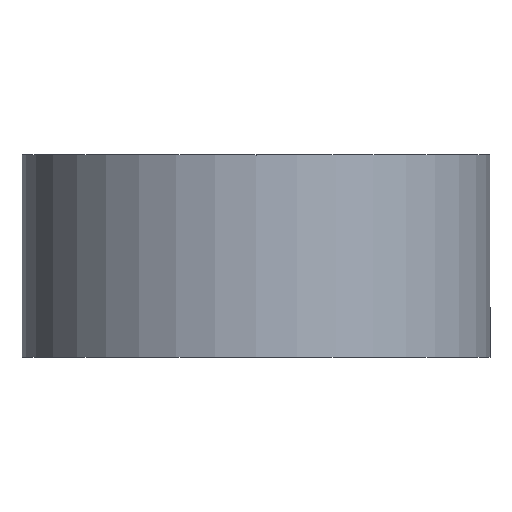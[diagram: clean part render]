
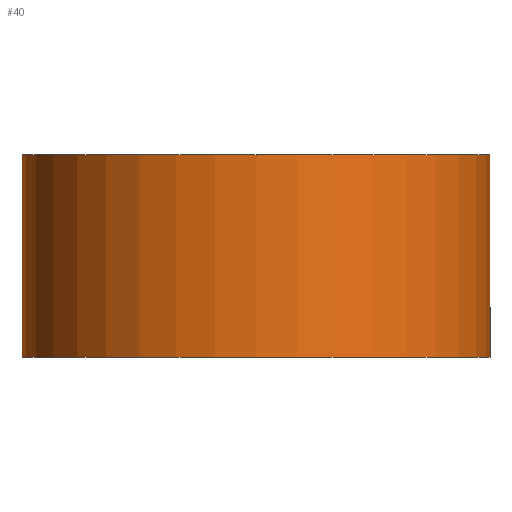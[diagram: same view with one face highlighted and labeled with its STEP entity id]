
A CAD part, front view. The second image highlights one B-rep face of the part: STEP entity #40.
In plain terms, the highlighted cylindrical face has radius 3 mm (diameter 6 mm), a partial arc.
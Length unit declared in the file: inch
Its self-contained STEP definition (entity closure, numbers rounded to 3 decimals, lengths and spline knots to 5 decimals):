
#1 = VECTOR ( 'NONE', #2, 39.37008 ) ;
#2 = DIRECTION ( 'NONE',  ( 0., 0., 1. ) ) ;
#4 = EDGE_CURVE ( 'NONE', #29, #5, #31, .T. ) ;
#5 = VERTEX_POINT ( 'NONE', #63 ) ;
#12 = VERTEX_POINT ( 'NONE', #237 ) ;
#18 = VERTEX_POINT ( 'NONE', #114 ) ;
#20 = EDGE_CURVE ( 'NONE', #28, #18, #112, .T. ) ;
#28 = VERTEX_POINT ( 'NONE', #187 ) ;
#29 = VERTEX_POINT ( 'NONE', #186 ) ;
#30 = CARTESIAN_POINT ( 'NONE',  ( -0.11811, 0., 0.35501 ) ) ;
#31 = LINE ( 'NONE', #30, #1 ) ;
#39 = EDGE_CURVE ( 'NONE', #29, #28, #184, .T. ) ;
#40 = ADVANCED_FACE ( 'NONE', ( #179 ), #233, .T. ) ;
#41 = EDGE_LOOP ( 'NONE', ( #42, #43, #44, #45, #46 ) ) ;
#42 = ORIENTED_EDGE ( 'NONE', *, *, #4, .F. ) ;
#43 = ORIENTED_EDGE ( 'NONE', *, *, #39, .T. ) ;
#44 = ORIENTED_EDGE ( 'NONE', *, *, #20, .T. ) ;
#45 = ORIENTED_EDGE ( 'NONE', *, *, #49, .F. ) ;
#46 = ORIENTED_EDGE ( 'NONE', *, *, #52, .F. ) ;
#49 = EDGE_CURVE ( 'NONE', #12, #18, #232, .T. ) ;
#52 = EDGE_CURVE ( 'NONE', #5, #12, #222, .T. ) ;
#63 = CARTESIAN_POINT ( 'NONE',  ( -0.11811, 0., 0.07248 ) ) ;
#109 = DIRECTION ( 'NONE',  ( 0., 0., 1. ) ) ;
#110 = VECTOR ( 'NONE', #109, 39.37008 ) ;
#111 = CARTESIAN_POINT ( 'NONE',  ( 0.11811, 0., 0.35501 ) ) ;
#112 = LINE ( 'NONE', #111, #110 ) ;
#114 = CARTESIAN_POINT ( 'NONE',  ( 0.11811, 0., 0.07248 ) ) ;
#179 = FACE_OUTER_BOUND ( 'NONE', #41, .T. ) ;
#180 = DIRECTION ( 'NONE',  ( 1., 0., 0. ) ) ;
#181 = DIRECTION ( 'NONE',  ( 0., 0., 1. ) ) ;
#182 = CARTESIAN_POINT ( 'NONE',  ( 0., 0., -0.02953 ) ) ;
#183 = AXIS2_PLACEMENT_3D ( 'NONE', #182, #181, #180 ) ;
#184 = CIRCLE ( 'NONE', #183, 0.11811 ) ;
#186 = CARTESIAN_POINT ( 'NONE',  ( -0.11811, 0., -0.02953 ) ) ;
#187 = CARTESIAN_POINT ( 'NONE',  ( 0.11811, 0., -0.02953 ) ) ;
#218 = DIRECTION ( 'NONE',  ( 1., 0., 0. ) ) ;
#219 = DIRECTION ( 'NONE',  ( 0., 0., 1. ) ) ;
#220 = CARTESIAN_POINT ( 'NONE',  ( 0., 0., 0.07248 ) ) ;
#221 = AXIS2_PLACEMENT_3D ( 'NONE', #220, #219, #218 ) ;
#222 = CIRCLE ( 'NONE', #221, 0.11811 ) ;
#224 = DIRECTION ( 'NONE',  ( 1., 0., 0. ) ) ;
#225 = DIRECTION ( 'NONE',  ( 0., 0., 1. ) ) ;
#226 = CARTESIAN_POINT ( 'NONE',  ( 0., 0., 0.07248 ) ) ;
#227 = AXIS2_PLACEMENT_3D ( 'NONE', #226, #225, #224 ) ;
#228 = DIRECTION ( 'NONE',  ( 1., 0., 0. ) ) ;
#229 = DIRECTION ( 'NONE',  ( 0., 0., 1. ) ) ;
#230 = CARTESIAN_POINT ( 'NONE',  ( 0., 0., 0.35501 ) ) ;
#231 = AXIS2_PLACEMENT_3D ( 'NONE', #230, #229, #228 ) ;
#232 = CIRCLE ( 'NONE', #227, 0.11811 ) ;
#233 = CYLINDRICAL_SURFACE ( 'NONE', #231, 0.11811 ) ;
#237 = CARTESIAN_POINT ( 'NONE',  ( 0., -0.11811, 0.07248 ) ) ;
